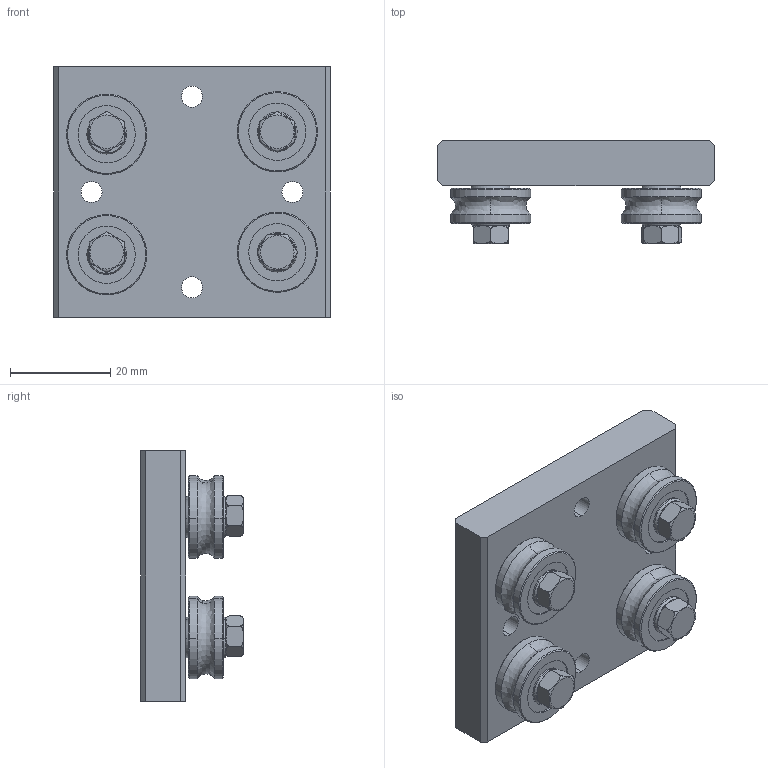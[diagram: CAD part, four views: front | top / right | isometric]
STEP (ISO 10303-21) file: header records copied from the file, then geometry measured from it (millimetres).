
FILE_DESCRIPTION (( 'STEP AP214' ), '1' );
FILE_NAME ('BGR_ELFL20.STEP', '2016-03-29T13:46:55', ( 'admin' ), ( '' ), 'SwSTEP 2.0', 'SolidWorks 2015', '' );
FILE_SCHEMA (( 'AUTOMOTIVE_DESIGN' ));
Length unit declared in the file: millimetre
Products named in the file (1): BGR_ELFL20
Bounding box: 55 x 20.5 x 50 mm (x, y, z)
Volume: 27924.1 mm3; surface area: 18318.6 mm2
Topology: 65 solids, 65 shells, 796 faces, 1952 edges, 1198 vertices
Faces by surface type: cylinder 362, plane 184, bspline 138, torus 60, cone 52
Entity records: 37254 total; most frequent: CARTESIAN_POINT 9755, DIRECTION 3914, ORIENTED_EDGE 3648, EDGE_CURVE 1824, AXIS2_PLACEMENT_3D 1705, VERTEX_POINT 1198, CIRCLE 1046, EDGE_LOOP 908
